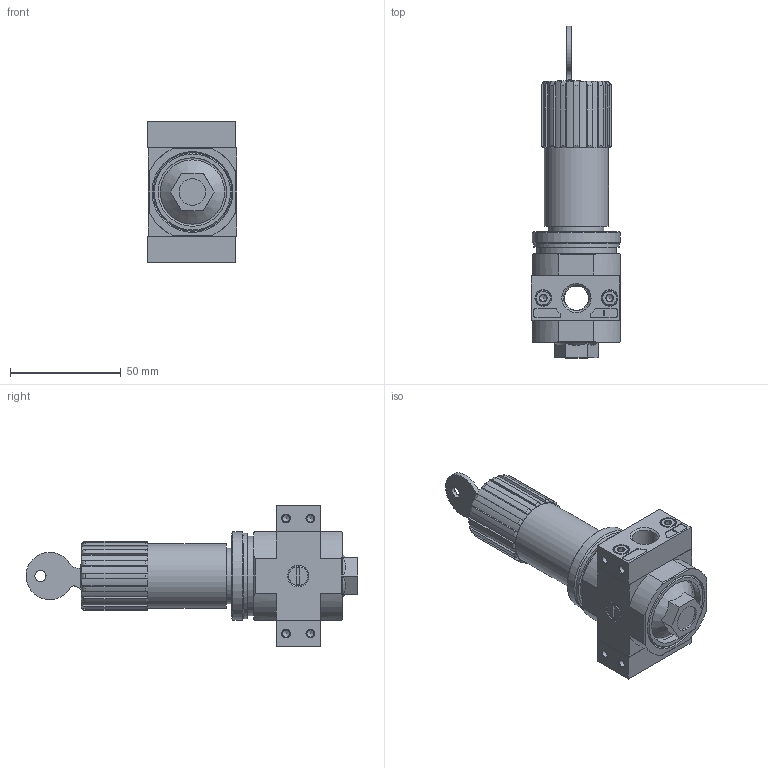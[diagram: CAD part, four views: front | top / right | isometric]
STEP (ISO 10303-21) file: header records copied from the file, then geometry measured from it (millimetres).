
FILE_DESCRIPTION(/* description */ ('STEP AP214'),/* implementation_level */ '2;1');
FILE_NAME(/* name */ '194617_LRS-1_4-D-7-O-I-MINI',/* time_stamp */ '2024-09-05T00:17:08+02:00',/* author */ ('License CC BY-ND 4.0'),/* organization */ ('CADENAS'),/* preprocessor_version */ 'ST-DEVELOPER v19.3',/* originating_system */ 'PARTsolutions',/* authorisation */ ' ');
FILE_SCHEMA (('AUTOMOTIVE_DESIGN {1 0 10303 214 3 1 1}'));
Length unit declared in the file: millimetre
Products named in the file (7): 194617 LRS-1/4-D-7-O-I-MINI; 646256 LRS-D-7-I-MINI; 380291 PBL-1/4-D-MINI-R---(0) p1; DIN-912 - M4x16(F); 380289 PBL-1/4-D-MINI-L---(1) p1; 398011 LRVS-D-MINI; 373845 LR-MINI
Assembly tree (10 placements, depth 2):
  194617 LRS-1/4-D-7-O-I-MINI
    646256 LRS-D-7-I-MINI
    380291 PBL-1/4-D-MINI-R---(0) p1
    DIN-912 - M4x16(F)  x4
    380289 PBL-1/4-D-MINI-L---(1) p1
    398011 LRVS-D-MINI
    373845 LR-MINI  x2
Bounding box: 40.4 x 150 x 64 mm (x, y, z)
Volume: 129709.1 mm3; surface area: 34871.4 mm2
Topology: 10 solids, 10 shells, 432 faces, 1002 edges, 624 vertices
Faces by surface type: plane 208, cylinder 115, cone 89, torus 20
Full cylindrical faces by diameter (mm): 3.242 x8, 4 x4, 4.3 x2, 5.1 x1, 5.8 x1, 6.9 x2, 7 x4, 8.2 x2, 8.566 x2, 9.728 x2, 11 x1, 11.445 x2, 12 x1, 12.2 x1, 15.8 x1, 15.9 x1, 18.7 x1, 24.9 x1, 26 x1, 29 x1, 31 x1, 33.9 x1, 34.376 x1, 36 x1, 38.5 x1, 39.8 x1
Entity records: 10959 total; most frequent: CARTESIAN_POINT 1896, DIRECTION 1627, ORIENTED_EDGE 1432, EDGE_CURVE 716, AXIS2_PLACEMENT_3D 645, VERTEX_POINT 520, FACE_BOUND 480, EDGE_LOOP 471
